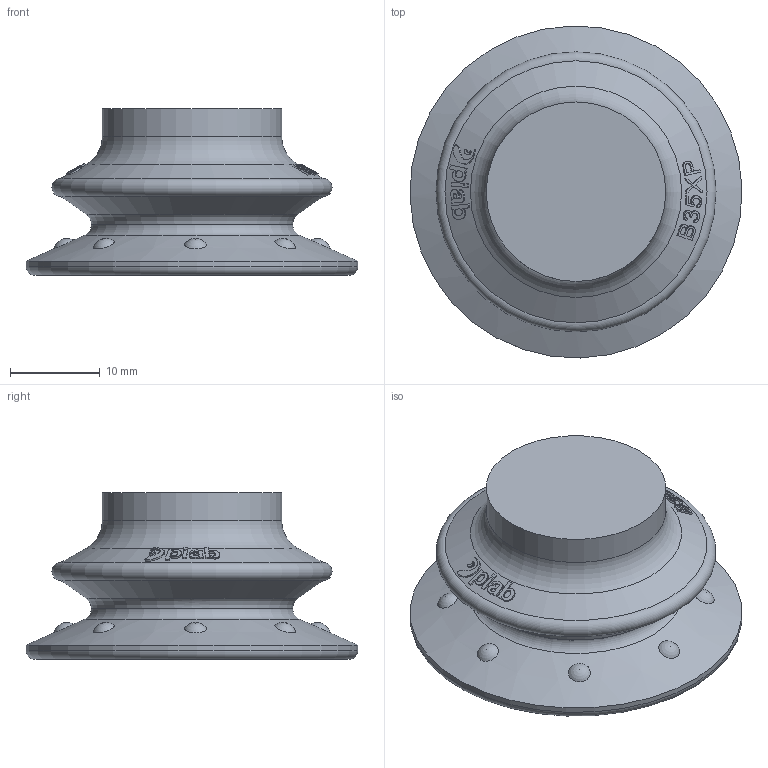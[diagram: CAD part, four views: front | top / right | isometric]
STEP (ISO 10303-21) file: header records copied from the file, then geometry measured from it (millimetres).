
FILE_DESCRIPTION( ( 'Unknown' ), '1' );
FILE_NAME( 'SE-0405907.stp', 'Unknown', ( 'Unknown' ), ( 'Unknown' ), 'PSStep 17.0.49', 'Unknown', ' ' );
FILE_SCHEMA( ( 'AUTOMOTIVE_DESIGN { 1 0 10303 214 1 1 1 1 }' ) );
Length unit declared in the file: millimetre
Products named in the file (3): Assem1; SE-0405910; SE-0405909
Assembly tree (2 placements, depth 2):
  Assem1
    SE-0405910
    SE-0405909
Bounding box: 36.99 x 36.99 x 18.6 mm (x, y, z)
Volume: 10264.5 mm3; surface area: 5029.9 mm2
Topology: 2 solids, 6 shells, 225 faces, 588 edges, 391 vertices
Faces by surface type: bspline 160, cone 34, plane 16, sphere 8, torus 5, cylinder 2
Full cylindrical faces by diameter (mm): 20 x1, 37 x1
Entity records: 10873 total; most frequent: CARTESIAN_POINT 5192, ORIENTED_EDGE 1090, EDGE_CURVE 545, B_SPLINE_CURVE_WITH_KNOTS 517, VERTEX_POINT 378, EDGE_LOOP 260, FACE_OUTER_BOUND 231, STYLED_ITEM 224
